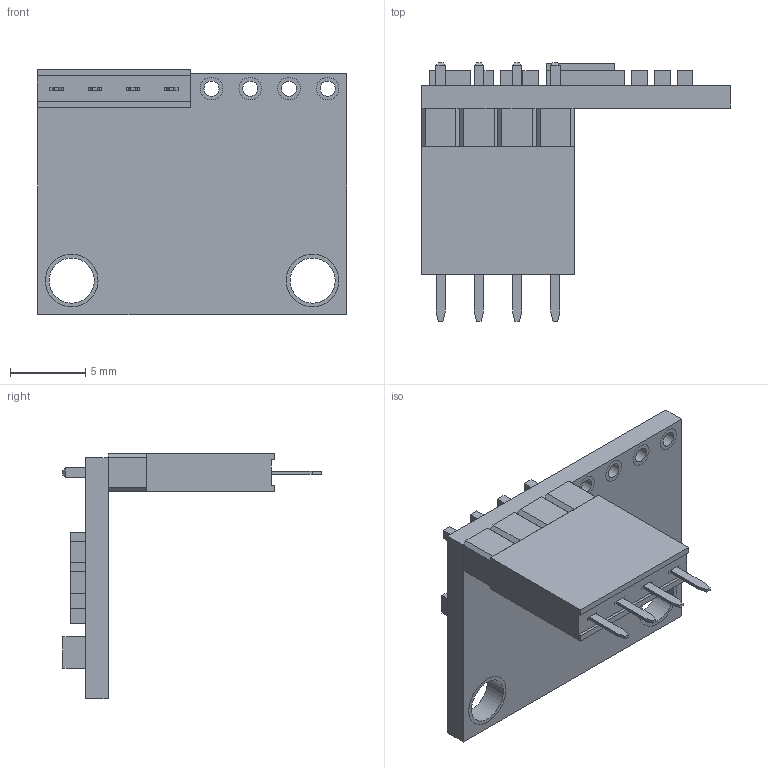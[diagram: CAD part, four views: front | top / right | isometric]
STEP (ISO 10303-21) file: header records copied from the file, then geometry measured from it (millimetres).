
FILE_DESCRIPTION(/* description */ (''),/* implementation_level */ '2;1');
FILE_NAME(/* name */ 'MPU6050_Module_PinSocket.step',/* time_stamp */ '2025-06-30T15:27:25-03:00',/* author */ (''),/* organization */ (''),/* preprocessor_version */ 'ST-DEVELOPER v20.1',/* originating_system */ 'Autodesk Translation Framework v14.10.0.0',/* authorisation */ '');
FILE_SCHEMA (('AUTOMOTIVE_DESIGN { 1 0 10303 214 3 1 1 }'));
Length unit declared in the file: millimetre
Products named in the file (4): MPU 6050; pcb; PinSocket_1x04_P2.54mm_Vertical; PinHeader_1x04_P254mm_Vertical
Assembly tree (3 placements, depth 2):
  MPU 6050
    pcb
    PinSocket_1x04_P2.54mm_Vertical
    PinHeader_1x04_P254mm_Vertical
Bounding box: 20.52 x 17.14 x 16.27 mm (x, y, z)
Volume: 813.7 mm3; surface area: 1836.8 mm2
Topology: 31 solids, 31 shells, 510 faces, 1236 edges, 808 vertices
Faces by surface type: plane 466, cylinder 44
Full cylindrical faces by diameter (mm): 1 x8, 1.5 x14, 3 x2, 3.5 x4
Entity records: 15043 total; most frequent: CARTESIAN_POINT 2561, ORIENTED_EDGE 2472, DIRECTION 2358, EDGE_CURVE 1236, LINE 1148, VECTOR 1148, VERTEX_POINT 808, AXIS2_PLACEMENT_3D 605
